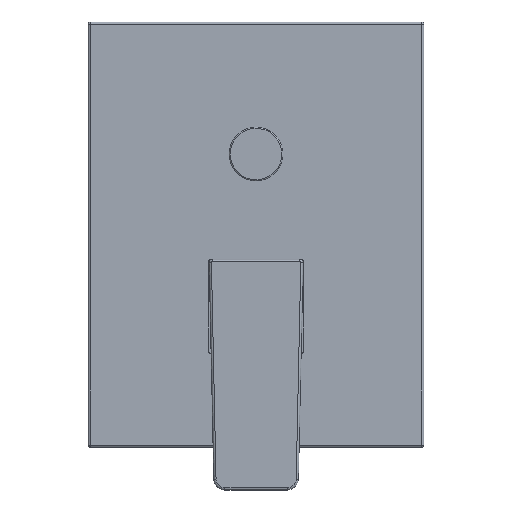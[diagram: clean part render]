
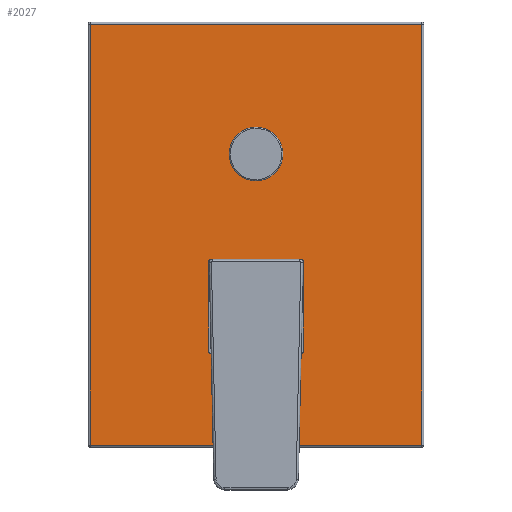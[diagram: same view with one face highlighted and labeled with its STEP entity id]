
A CAD part, left-side view. The second image highlights one B-rep face of the part: STEP entity #2027.
In plain terms, the highlighted face is planar.
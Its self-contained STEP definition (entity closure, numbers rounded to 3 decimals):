
#115=PLANE('',#2918);
#177=FACE_OUTER_BOUND('',#310,.T.);
#310=EDGE_LOOP('',(#1454,#1455,#1456,#1457));
#568=LINE('',#4234,#729);
#569=LINE('',#4236,#730);
#570=LINE('',#4238,#731);
#571=LINE('',#4239,#732);
#729=VECTOR('',#3386,148.);
#730=VECTOR('',#3387,188.);
#731=VECTOR('',#3388,148.);
#732=VECTOR('',#3389,188.);
#903=VERTEX_POINT('',#4232);
#904=VERTEX_POINT('',#4233);
#905=VERTEX_POINT('',#4235);
#906=VERTEX_POINT('',#4237);
#1106=EDGE_CURVE('',#903,#904,#568,.T.);
#1107=EDGE_CURVE('',#904,#905,#569,.T.);
#1108=EDGE_CURVE('',#905,#906,#570,.T.);
#1109=EDGE_CURVE('',#906,#903,#571,.T.);
#1454=ORIENTED_EDGE('',*,*,#1106,.T.);
#1455=ORIENTED_EDGE('',*,*,#1107,.T.);
#1456=ORIENTED_EDGE('',*,*,#1108,.T.);
#1457=ORIENTED_EDGE('',*,*,#1109,.T.);
#2027=ADVANCED_FACE('',(#177),#115,.T.);
#2918=AXIS2_PLACEMENT_3D('',#4231,#3384,#3385);
#3384=DIRECTION('center_axis',(1.,0.,0.));
#3385=DIRECTION('ref_axis',(0.,-1.,0.));
#3386=DIRECTION('',(0.,1.,0.));
#3387=DIRECTION('',(0.,0.,1.));
#3388=DIRECTION('',(0.,-1.,0.));
#3389=DIRECTION('',(0.,0.,-1.));
#4231=CARTESIAN_POINT('Origin',(10.,0.,0.));
#4232=CARTESIAN_POINT('',(10.,-74.,-94.));
#4233=CARTESIAN_POINT('',(10.,74.,-94.));
#4234=CARTESIAN_POINT('',(10.,-74.,-94.));
#4235=CARTESIAN_POINT('',(10.,74.,94.));
#4236=CARTESIAN_POINT('',(10.,74.,-94.));
#4237=CARTESIAN_POINT('',(10.,-74.,94.));
#4238=CARTESIAN_POINT('',(10.,74.,94.));
#4239=CARTESIAN_POINT('',(10.,-74.,94.));
